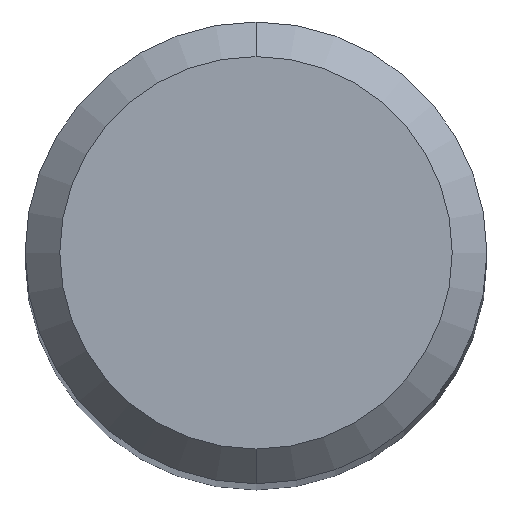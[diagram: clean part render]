
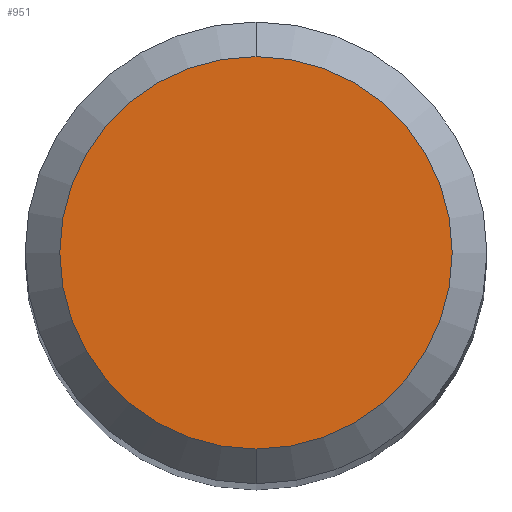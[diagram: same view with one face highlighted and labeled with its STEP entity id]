
A CAD part, top view. The second image highlights one B-rep face of the part: STEP entity #951.
In plain terms, the highlighted planar face has unit normal (0, 0, 1).
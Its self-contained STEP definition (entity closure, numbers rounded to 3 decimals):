
#449=VERTEX_POINT('',#1142);
#741=EDGE_CURVE('',#833,#449,#1460,.T.);
#833=VERTEX_POINT('',#1560);
#951=ADVANCED_FACE('',(#1682),#1683,.T.);
#1011=EDGE_CURVE('',#449,#833,#1750,.T.);
#1142=CARTESIAN_POINT('',(0.0,1.7,0.0));
#1460=CIRCLE('',#3841,1.7);
#1560=CARTESIAN_POINT('',(0.,-1.7,0.0));
#1682=FACE_OUTER_BOUND('',#5246,.T.);
#1683=PLANE('',#5247);
#1750=CIRCLE('',#5545,1.7);
#3841=AXIS2_PLACEMENT_3D('',#6054,#6055,#6056);
#5246=EDGE_LOOP('',(#6208,#6209));
#5247=AXIS2_PLACEMENT_3D('',#6210,#6211,#6212);
#5545=AXIS2_PLACEMENT_3D('',#6286,#6287,#6288);
#6054=CARTESIAN_POINT('',(0.0,0.0,0.0));
#6055=DIRECTION('',(0.0,0.0,-1.0));
#6056=DIRECTION('',(0.0,1.0,0.0));
#6208=ORIENTED_EDGE('',*,*,#1011,.F.);
#6209=ORIENTED_EDGE('',*,*,#741,.F.);
#6210=CARTESIAN_POINT('',(0.0,0.85,0.0));
#6211=DIRECTION('',(-0.0,0.0,1.0));
#6212=DIRECTION('',(0.0,-1.0,0.0));
#6286=CARTESIAN_POINT('',(0.0,0.0,0.0));
#6287=DIRECTION('',(0.0,0.0,-1.0));
#6288=DIRECTION('',(0.0,1.0,0.0));
